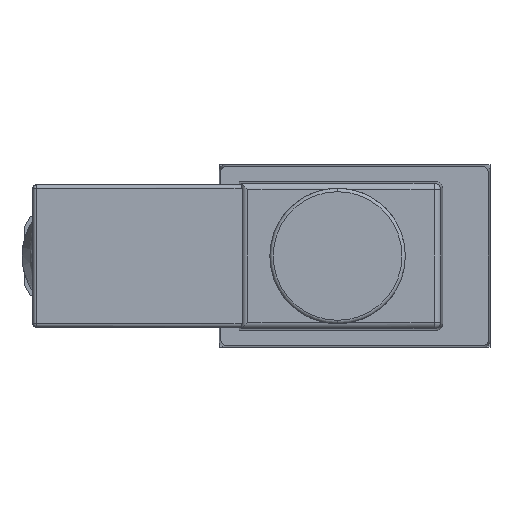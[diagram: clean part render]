
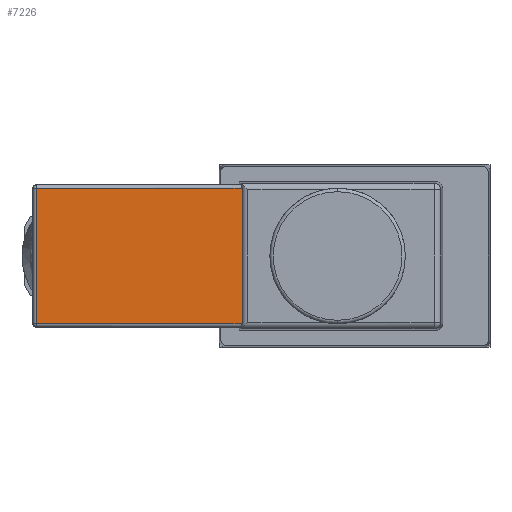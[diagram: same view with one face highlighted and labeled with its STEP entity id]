
A CAD part, left-side view. The second image highlights one B-rep face of the part: STEP entity #7226.
In plain terms, the highlighted planar face has unit normal (-1, 0, 0).
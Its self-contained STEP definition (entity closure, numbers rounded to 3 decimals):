
#15 = DIRECTION ( 'NONE',  ( -1., 0., 0. ) ) ;
#61 = AXIS2_PLACEMENT_3D ( 'NONE', #6888, #15, #4059 ) ;
#217 = DIRECTION ( 'NONE',  ( 0., 0., -1. ) ) ;
#223 = DIRECTION ( 'NONE',  ( 0., -1., 0. ) ) ;
#240 = ORIENTED_EDGE ( 'NONE', *, *, #2612, .F. ) ;
#248 = CARTESIAN_POINT ( 'NONE',  ( -80.7, 47., -10. ) ) ;
#334 = LINE ( 'NONE', #5169, #6291 ) ;
#770 = EDGE_CURVE ( 'NONE', #2937, #4393, #837, .T. ) ;
#837 = LINE ( 'NONE', #7383, #3740 ) ;
#1221 = VERTEX_POINT ( 'NONE', #4250 ) ;
#2217 = LINE ( 'NONE', #7090, #3402 ) ;
#2612 = EDGE_CURVE ( 'NONE', #1221, #5200, #2217, .T. ) ;
#2852 = DIRECTION ( 'NONE',  ( 0., 0., 1. ) ) ;
#2937 = VERTEX_POINT ( 'NONE', #3680 ) ;
#2991 = VECTOR ( 'NONE', #217, 1000. ) ;
#3377 = EDGE_CURVE ( 'NONE', #4393, #1221, #334, .T. ) ;
#3402 = VECTOR ( 'NONE', #223, 1000. ) ;
#3680 = CARTESIAN_POINT ( 'NONE',  ( -80.7, 16.613, -10. ) ) ;
#3712 = ORIENTED_EDGE ( 'NONE', *, *, #3377, .F. ) ;
#3717 = ORIENTED_EDGE ( 'NONE', *, *, #4905, .F. ) ;
#3740 = VECTOR ( 'NONE', #6982, 1000. ) ;
#4059 = DIRECTION ( 'NONE',  ( 0., 0., -1. ) ) ;
#4224 = ORIENTED_EDGE ( 'NONE', *, *, #770, .F. ) ;
#4250 = CARTESIAN_POINT ( 'NONE',  ( -80.7, 47., 10. ) ) ;
#4274 = CARTESIAN_POINT ( 'NONE',  ( -80.7, 16.613, 10. ) ) ;
#4372 = FACE_OUTER_BOUND ( 'NONE', #6609, .T. ) ;
#4393 = VERTEX_POINT ( 'NONE', #248 ) ;
#4531 = LINE ( 'NONE', #4274, #2991 ) ;
#4905 = EDGE_CURVE ( 'NONE', #5200, #2937, #4531, .T. ) ;
#5169 = CARTESIAN_POINT ( 'NONE',  ( -80.7, 47., 10.5 ) ) ;
#5200 = VERTEX_POINT ( 'NONE', #6228 ) ;
#6228 = CARTESIAN_POINT ( 'NONE',  ( -80.7, 16.613, 10. ) ) ;
#6291 = VECTOR ( 'NONE', #2852, 1000. ) ;
#6349 = PLANE ( 'NONE',  #61 ) ;
#6609 = EDGE_LOOP ( 'NONE', ( #240, #3712, #4224, #3717 ) ) ;
#6888 = CARTESIAN_POINT ( 'NONE',  ( -80.7, -500000., 10.5 ) ) ;
#6982 = DIRECTION ( 'NONE',  ( 0., 1., 0. ) ) ;
#7090 = CARTESIAN_POINT ( 'NONE',  ( -80.7, -500000., 10. ) ) ;
#7226 = ADVANCED_FACE ( 'NONE', ( #4372 ), #6349, .T. ) ;
#7383 = CARTESIAN_POINT ( 'NONE',  ( -80.7, -500000., -10. ) ) ;
